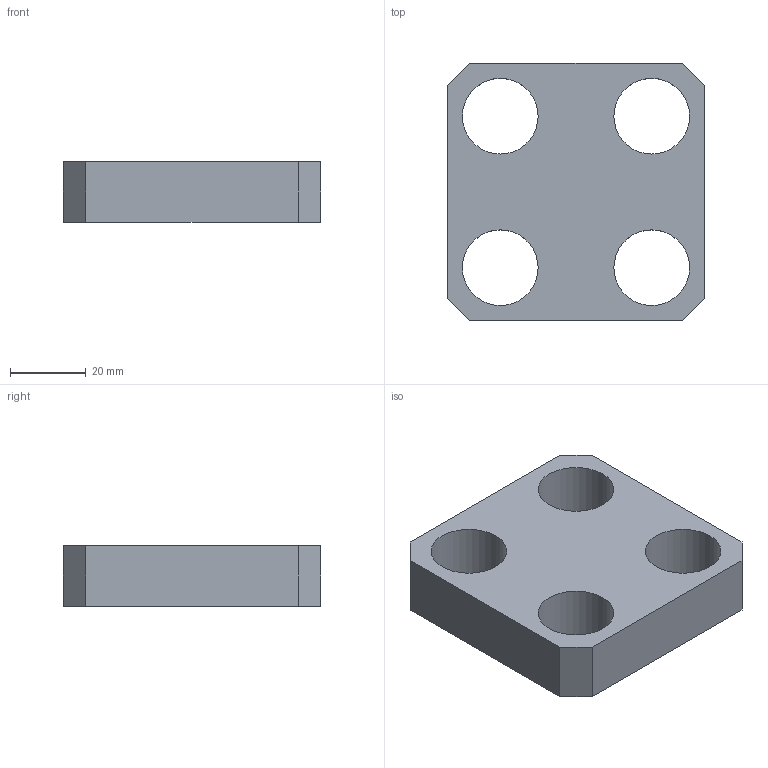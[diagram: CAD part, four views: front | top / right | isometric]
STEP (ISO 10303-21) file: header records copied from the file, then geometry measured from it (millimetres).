
FILE_DESCRIPTION((''),'2;1');
FILE_NAME('SV4009V.ipt.step','2007-09-10T15:15:15',(''),(''),'Autodesk Inventor 11','Autodesk Inventor 11','');
FILE_SCHEMA(('AUTOMOTIVE_DESIGN { 1 0 10303 214 1 1 1 1 }'));
Length unit declared in the file: millimetre
Products named in the file (1): SV4009V
Bounding box: 68 x 68 x 16 mm (x, y, z)
Volume: 52729.9 mm3; surface area: 14738.1 mm2
Topology: 1 solids, 1 shells, 14 faces, 40 edges, 28 vertices
Faces by surface type: plane 10, bspline 4
Entity records: 499 total; most frequent: CARTESIAN_POINT 139, ORIENTED_EDGE 64, DIRECTION 62, EDGE_CURVE 32, EDGE_LOOP 26, VERTEX_POINT 24, VECTOR 24, LINE 24
